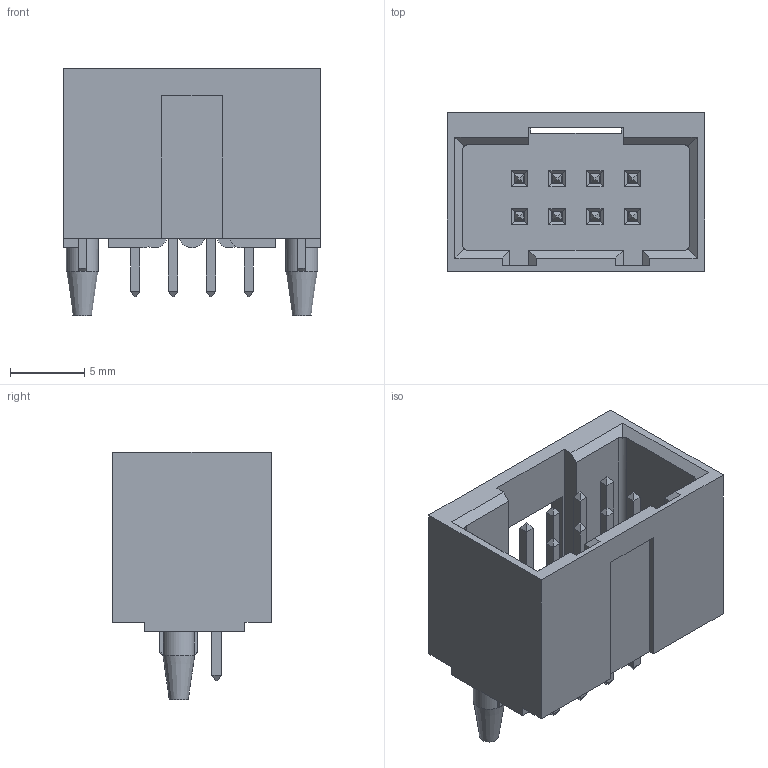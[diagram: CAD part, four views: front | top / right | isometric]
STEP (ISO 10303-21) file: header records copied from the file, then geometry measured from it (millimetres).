
FILE_DESCRIPTION(/* description */ (''),/* implementation_level */ '2;1');
FILE_NAME(/* name */ '015477608.stp',/* time_stamp */ '2020-05-27T18:46:08-04:00',/* author */ ('Constanza'),/* organization */ (''),/* preprocessor_version */ 'ST-DEVELOPER v16.13',/* originating_system */ 'Autodesk Inventor 2018',/* authorisation */ '');
FILE_SCHEMA (('AUTOMOTIVE_DESIGN { 1 0 10303 214 3 1 1 }'));
Length unit declared in the file: inch
Products named in the file (1): 015477608
Bounding box: 17.27 x 10.67 x 16.64 mm (x, y, z)
Volume: 1071.4 mm3; surface area: 1772.2 mm2
Topology: 1 solids, 1 shells, 322 faces, 781 edges, 488 vertices
Faces by surface type: plane 303, cylinder 13, cone 6
Entity records: 9436 total; most frequent: CARTESIAN_POINT 1653, ORIENTED_EDGE 1528, DIRECTION 1459, EDGE_CURVE 764, LINE 711, VECTOR 711, VERTEX_POINT 470, AXIS2_PLACEMENT_3D 374
